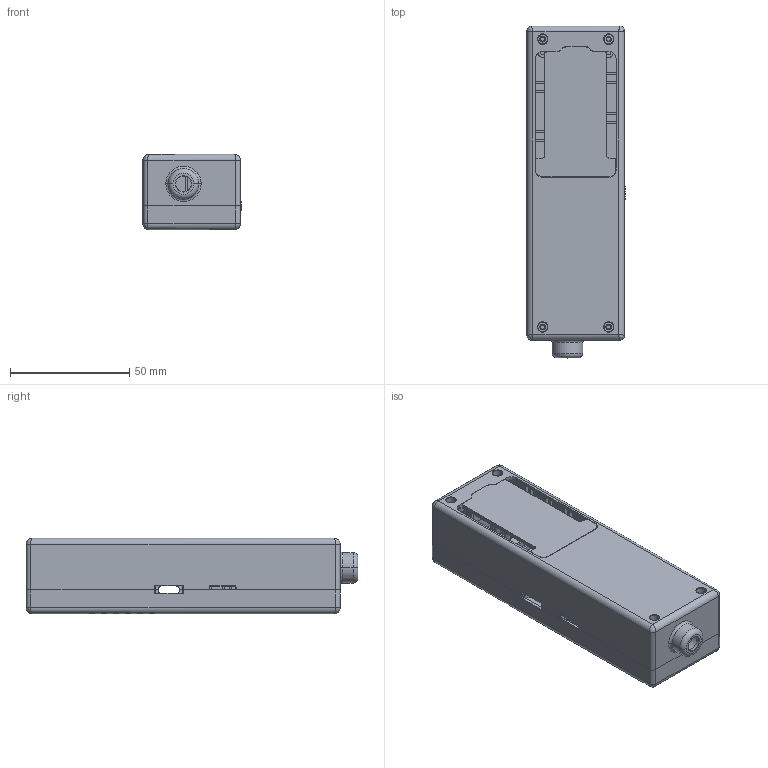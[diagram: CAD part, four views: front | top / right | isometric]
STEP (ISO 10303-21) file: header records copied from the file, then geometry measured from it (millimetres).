
FILE_DESCRIPTION((''),'2;1');
FILE_NAME('0-ALL_ASM','2023-06-05T18:11:17',('HR'),(''),'CREO PARAMETRIC BY PTC INC, 2019010','CREO PARAMETRIC BY PTC INC, 2019010','');
FILE_SCHEMA(('AUTOMOTIVE_DESIGN { 1 0 10303 214 1 1 1 1 }'));
Length unit declared in the file: millimetre
Products named in the file (5): 0-00; 0-ALL_ASM
Assembly tree (4 placements, depth 2):
  0-ALL_ASM
    0-00
    0-00
    0-00
    0-00
Bounding box: 41.14 x 139.24 x 31.6 mm (x, y, z)
Volume: 37018.9 mm3; surface area: 51847.3 mm2
Topology: 4 solids, 4 shells, 1121 faces, 3141 edges, 2050 vertices
Faces by surface type: plane 725, cylinder 300, torus 48, bspline 40, cone 8
Entity records: 57240 total; most frequent: CARTESIAN_POINT 10391, ORIENTED_EDGE 6282, DIRECTION 5969, PRESENTATION_STYLE_ASSIGNMENT 4266, STYLED_ITEM 4266, CURVE_STYLE 3141, EDGE_CURVE 3141, VECTOR 2357
